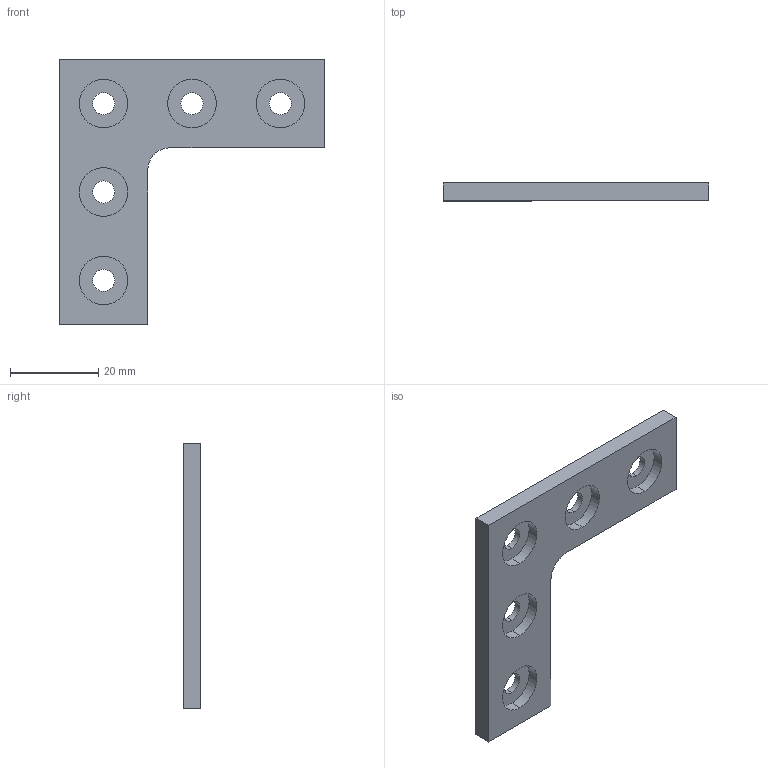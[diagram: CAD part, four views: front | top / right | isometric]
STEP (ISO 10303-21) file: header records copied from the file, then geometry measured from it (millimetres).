
FILE_DESCRIPTION (( 'STEP AP214' ), '1' );
FILE_NAME ('B509 Ã-ñîåäèíèòåëü 60õ60 (÷åðíûé), ïàç 6, îòâ.5.STEP', '2025-07-01T08:08:59', ( '' ), ( '' ), 'SwSTEP 2.0', 'SolidWorks 2025', '' );
FILE_SCHEMA (( 'AUTOMOTIVE_DESIGN' ));
Length unit declared in the file: millimetre
Products named in the file (1): B509 Г-соединитель 60х60 (черный), паз 6, отв.5
Bounding box: 60 x 4 x 60 mm (x, y, z)
Volume: 6686.3 mm3; surface area: 5315.6 mm2
Topology: 1 solids, 1 shells, 34 faces, 81 edges, 54 vertices
Faces by surface type: cylinder 21, plane 13
Entity records: 1050 total; most frequent: DIRECTION 193, CARTESIAN_POINT 170, ORIENTED_EDGE 162, EDGE_CURVE 81, AXIS2_PLACEMENT_3D 77, VERTEX_POINT 54, EDGE_LOOP 49, CIRCLE 42
